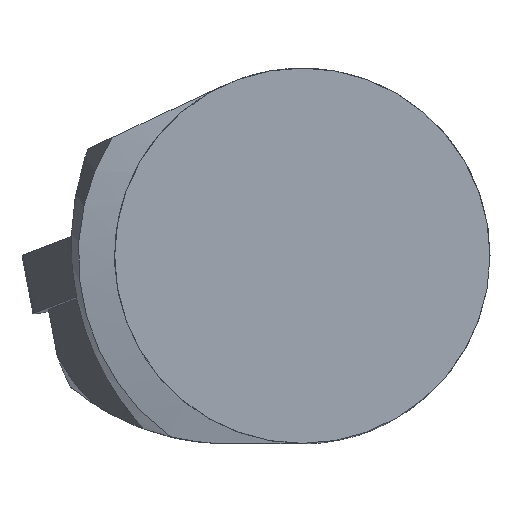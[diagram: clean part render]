
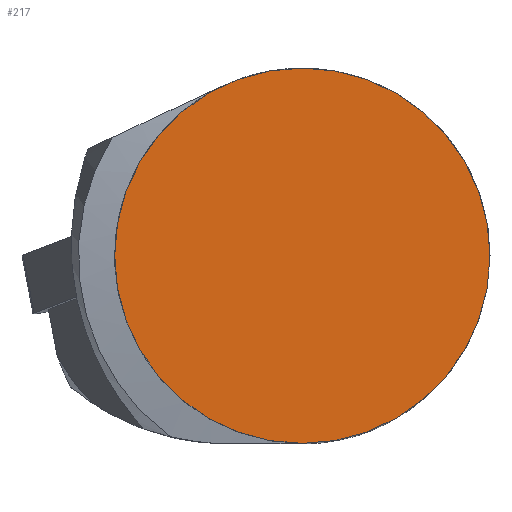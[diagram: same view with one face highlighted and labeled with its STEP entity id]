
A CAD part, top view. The second image highlights one B-rep face of the part: STEP entity #217.
In plain terms, the highlighted planar face has unit normal (0, 0, 1).
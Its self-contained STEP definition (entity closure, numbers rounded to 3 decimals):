
#172=FACE_OUTER_BOUND('',#421,.T.);
#217=ADVANCED_FACE('',(#172),#245,.T.);
#245=PLANE('',#1078);
#421=EDGE_LOOP('',(#645));
#645=ORIENTED_EDGE('',*,*,#813,.T.);
#721=VERTEX_POINT('',#1605);
#813=EDGE_CURVE('',#721,#721,#885,.T.);
#885=CIRCLE('',#1042,20.);
#1042=AXIS2_PLACEMENT_3D('',#1604,#1214,#1215);
#1078=AXIS2_PLACEMENT_3D('',#1837,#1305,#1306);
#1214=DIRECTION('',(0.,0.,1.));
#1215=DIRECTION('',(1.,0.,0.));
#1305=DIRECTION('',(0.,0.,1.));
#1306=DIRECTION('',(1.,0.,0.));
#1604=CARTESIAN_POINT('',(0.,0.,0.));
#1605=CARTESIAN_POINT('',(20.,0.,0.));
#1837=CARTESIAN_POINT('',(0.,0.,0.));
